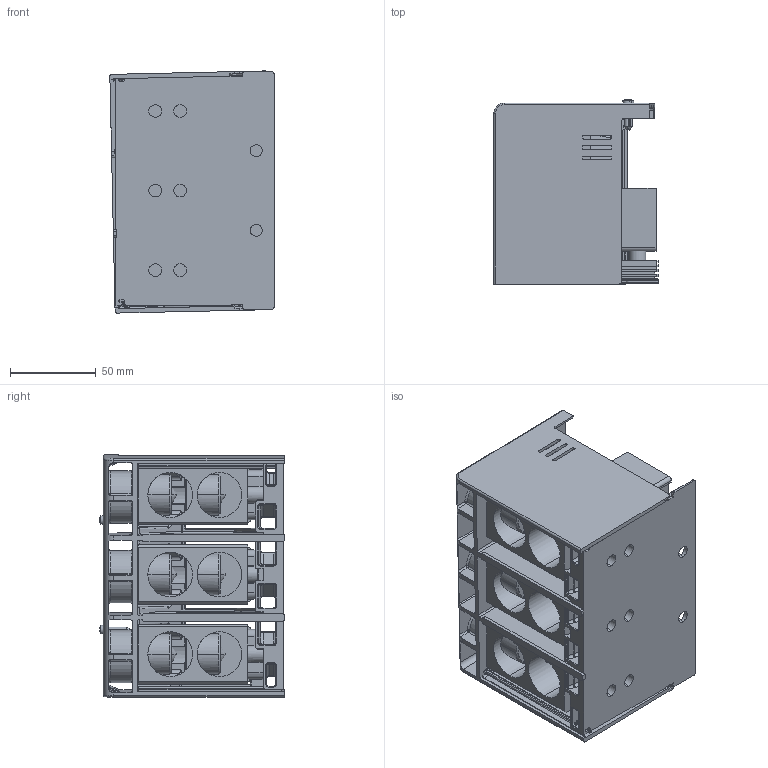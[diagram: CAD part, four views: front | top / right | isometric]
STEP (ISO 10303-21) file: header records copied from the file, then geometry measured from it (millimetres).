
FILE_DESCRIPTION((''),'2;1');
FILE_NAME('1SDH002065A1973_IGES','2022-01-27T12:00:52',('ITMADEL7'),(''),'CREO PARAMETRIC BY PTC INC, 2019030','CREO PARAMETRIC BY PTC INC, 2019030','');
FILE_SCHEMA(('AUTOMOTIVE_DESIGN { 1 0 10303 214 1 1 1 1 }'));
Products named in the file (1): 1SDH002065A1973_IGES
Bounding box: 95.99 x 107.89 x 141.47 mm (x, y, z)
Volume: 520911 mm3; surface area: 298608.4 mm2
Topology: 1 solids, 31 shells, 3575 faces, 9080 edges, 5467 vertices
Faces by surface type: plane 1502, cylinder 1202, torus 289, sphere 241, bspline 211, cone 130
Entity records: 132451 total; most frequent: CARTESIAN_POINT 46229, ORIENTED_EDGE 18040, DIRECTION 17879, EDGE_CURVE 9050, AXIS2_PLACEMENT_3D 6352, VERTEX_POINT 5467, VECTOR 5175, LINE 5175
